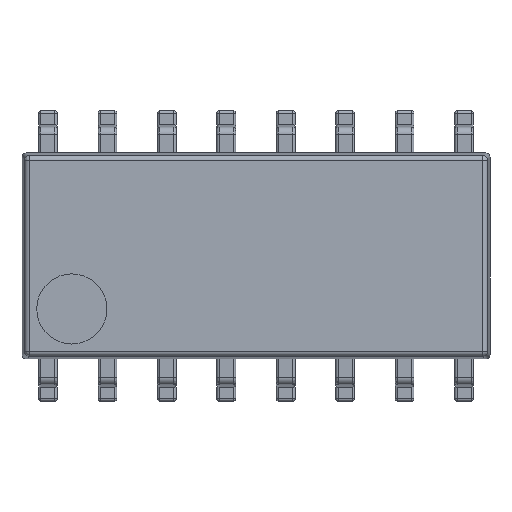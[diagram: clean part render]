
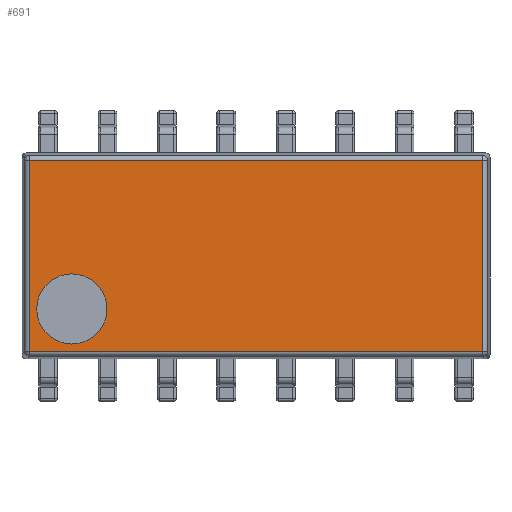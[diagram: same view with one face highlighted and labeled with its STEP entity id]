
A CAD part, top view. The second image highlights one B-rep face of the part: STEP entity #691.
In plain terms, the highlighted planar face has unit normal (0, 0, 1).
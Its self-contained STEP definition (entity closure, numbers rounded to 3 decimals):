
#691=ADVANCED_FACE('NONE',(#1615,#1616),#1617,.T.);
#1615=FACE_OUTER_BOUND('',#3319,.T.);
#1616=FACE_BOUND('',#3320,.T.);
#1617=PLANE('',#3321);
#3319=EDGE_LOOP('',(#6155,#6156,#6157,#6158));
#3320=EDGE_LOOP('',(#6159,#6160));
#3321=AXIS2_PLACEMENT_3D('',#6161,#6162,#6163);
#6155=ORIENTED_EDGE('',*,*,#8534,.F.);
#6156=ORIENTED_EDGE('',*,*,#8535,.F.);
#6157=ORIENTED_EDGE('',*,*,#8536,.F.);
#6158=ORIENTED_EDGE('',*,*,#8537,.F.);
#6159=ORIENTED_EDGE('',*,*,#8527,.T.);
#6160=ORIENTED_EDGE('',*,*,#8532,.T.);
#6161=CARTESIAN_POINT('',(-5.0,-2.2,0.75));
#6162=DIRECTION('',(-0.0,0.0,1.0));
#6163=DIRECTION('',(1.0,-0.0,0.0));
#8527=EDGE_CURVE('NONE',#9929,#9927,#9930,.T.);
#8532=EDGE_CURVE('NONE',#9927,#9929,#9935,.T.);
#8534=EDGE_CURVE('NONE',#9937,#9938,#9939,.T.);
#8535=EDGE_CURVE('NONE',#9940,#9937,#9941,.T.);
#8536=EDGE_CURVE('NONE',#9942,#9940,#9943,.T.);
#8537=EDGE_CURVE('NONE',#9938,#9942,#9944,.T.);
#9927=VERTEX_POINT('NONE',#12016);
#9929=VERTEX_POINT('NONE',#12019);
#9930=CIRCLE('',#12020,0.75);
#9935=CIRCLE('',#12026,0.75);
#9937=VERTEX_POINT('NONE',#12028);
#9938=VERTEX_POINT('NONE',#12029);
#9939=LINE('',#12030,#12031);
#9940=VERTEX_POINT('NONE',#12032);
#9941=LINE('',#12033,#12034);
#9942=VERTEX_POINT('NONE',#12035);
#9943=LINE('',#12036,#12037);
#9944=LINE('',#12038,#12039);
#12016=CARTESIAN_POINT('',(-4.684,-1.134,0.75));
#12019=CARTESIAN_POINT('',(-3.184,-1.134,0.75));
#12020=AXIS2_PLACEMENT_3D('',#14342,#14343,#14344);
#12026=AXIS2_PLACEMENT_3D('',#14349,#14350,#14351);
#12028=CARTESIAN_POINT('',(-4.843,-2.043,0.75));
#12029=CARTESIAN_POINT('',(-4.843,2.043,0.75));
#12030=CARTESIAN_POINT('',(-4.843,-2.2,0.75));
#12031=VECTOR('',#14352,1000.0);
#12032=CARTESIAN_POINT('',(4.843,-2.043,0.75));
#12033=CARTESIAN_POINT('',(-5.0,-2.043,0.75));
#12034=VECTOR('',#14353,1000.0);
#12035=CARTESIAN_POINT('',(4.843,2.043,0.75));
#12036=CARTESIAN_POINT('',(4.843,-2.2,0.75));
#12037=VECTOR('',#14354,1000.0);
#12038=CARTESIAN_POINT('',(-5.0,2.043,0.75));
#12039=VECTOR('',#14355,1000.0);
#14342=CARTESIAN_POINT('',(-3.934,-1.134,0.75));
#14343=DIRECTION('',(0.0,0.0,-1.0));
#14344=DIRECTION('',(1.0,0.0,0.0));
#14349=CARTESIAN_POINT('',(-3.934,-1.134,0.75));
#14350=DIRECTION('',(0.0,0.0,-1.0));
#14351=DIRECTION('',(1.0,0.0,0.0));
#14352=DIRECTION('',(0.,1.0,-0.0));
#14353=DIRECTION('',(-1.0,-0.0,-0.0));
#14354=DIRECTION('',(0.,-1.0,-0.0));
#14355=DIRECTION('',(1.0,0.0,-0.0));
